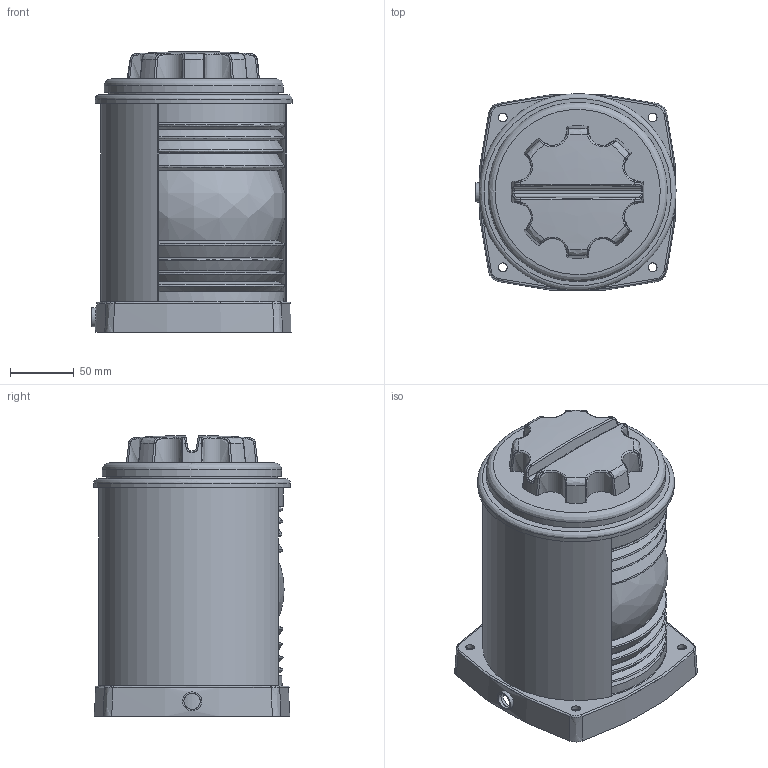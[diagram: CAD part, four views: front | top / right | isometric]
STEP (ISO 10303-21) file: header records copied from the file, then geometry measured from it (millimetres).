
FILE_DESCRIPTION(('FreeCAD Model'),'2;1');
FILE_NAME('Open CASCADE Shape Model','2025-05-03T05:10:13',('FreeCAD'),( 'FreeCAD'),'Open CASCADE STEP processor 7.6','FreeCAD','Unknown');
FILE_SCHEMA(('AUTOMOTIVE_DESIGN { 1 0 10303 214 1 1 1 1 }'));
Length unit declared in the file: millimetre
Products named in the file (1): Open CASCADE STEP translator 7.6 1
Bounding box: 156.69 x 153.77 x 219.85 mm (x, y, z)
Volume: 1139836.5 mm3; surface area: 440753.7 mm2
Topology: 6 solids, 6 shells, 292 faces, 690 edges, 437 vertices
Faces by surface type: bspline 292
Entity records: 12260 total; most frequent: CARTESIAN_POINT 8355, ORIENTED_EDGE 1380, EDGE_CURVE 690, VERTEX_POINT 437, FACE_BOUND 345, EDGE_LOOP 345, B_SPLINE_CURVE_WITH_KNOTS 328, ADVANCED_FACE 292
